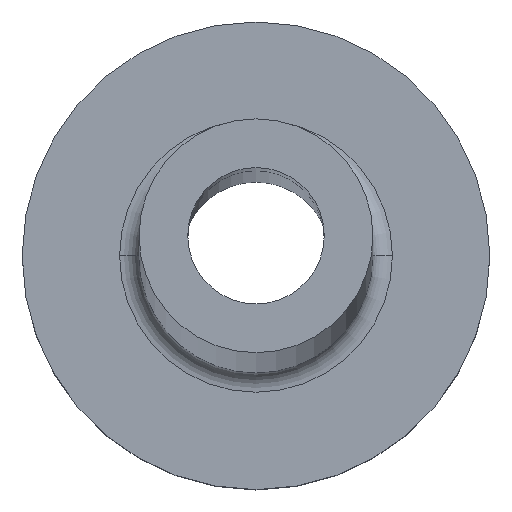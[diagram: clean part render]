
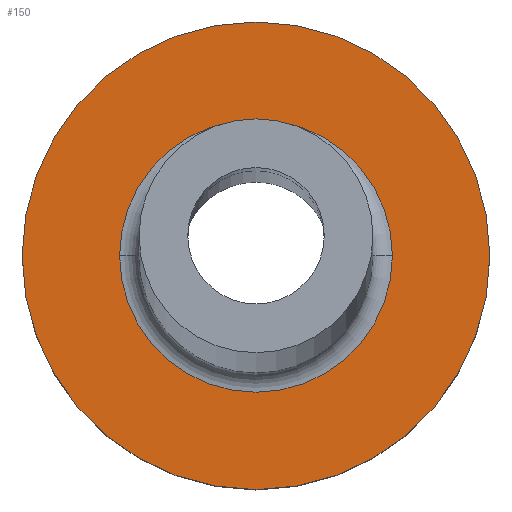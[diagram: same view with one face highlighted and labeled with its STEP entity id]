
A CAD part, top view. The second image highlights one B-rep face of the part: STEP entity #150.
In plain terms, the highlighted planar face has unit normal (0, 0, 1).
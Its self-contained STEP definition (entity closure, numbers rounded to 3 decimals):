
#5 = CIRCLE ( 'NONE', #277, 3.5 ) ;
#6 = AXIS2_PLACEMENT_3D ( 'NONE', #55, #242, #278 ) ;
#16 = EDGE_CURVE ( 'NONE', #47, #347, #5, .T. ) ;
#21 = CIRCLE ( 'NONE', #119, 3.5 ) ;
#41 = EDGE_CURVE ( 'NONE', #295, #254, #444, .T. ) ;
#47 = VERTEX_POINT ( 'NONE', #103 ) ;
#48 = DIRECTION ( 'NONE',  ( 0., 0., 1. ) ) ;
#52 = EDGE_LOOP ( 'NONE', ( #452, #431 ) ) ;
#55 = CARTESIAN_POINT ( 'NONE',  ( 0., 0., 5. ) ) ;
#68 = CARTESIAN_POINT ( 'NONE',  ( 0., 0., 5. ) ) ;
#74 = AXIS2_PLACEMENT_3D ( 'NONE', #184, #146, #416 ) ;
#83 = EDGE_CURVE ( 'NONE', #254, #295, #136, .T. ) ;
#103 = CARTESIAN_POINT ( 'NONE',  ( -3.5, 0., 5. ) ) ;
#109 = ORIENTED_EDGE ( 'NONE', *, *, #344, .T. ) ;
#119 = AXIS2_PLACEMENT_3D ( 'NONE', #127, #172, #412 ) ;
#127 = CARTESIAN_POINT ( 'NONE',  ( 0., 0., 5. ) ) ;
#136 = CIRCLE ( 'NONE', #202, 6. ) ;
#146 = DIRECTION ( 'NONE',  ( 0., 0., 1. ) ) ;
#150 = ADVANCED_FACE ( 'NONE', ( #346, #389 ), #451, .T. ) ;
#172 = DIRECTION ( 'NONE',  ( 0., 0., -1. ) ) ;
#184 = CARTESIAN_POINT ( 'NONE',  ( 0., 0., 5. ) ) ;
#189 = DIRECTION ( 'NONE',  ( 0., 0., -1. ) ) ;
#193 = CARTESIAN_POINT ( 'NONE',  ( 6., 0., 5. ) ) ;
#202 = AXIS2_PLACEMENT_3D ( 'NONE', #374, #48, #282 ) ;
#219 = DIRECTION ( 'NONE',  ( 1., 0., 0. ) ) ;
#224 = ORIENTED_EDGE ( 'NONE', *, *, #16, .T. ) ;
#242 = DIRECTION ( 'NONE',  ( 0., 0., 1. ) ) ;
#248 = EDGE_LOOP ( 'NONE', ( #109, #224 ) ) ;
#254 = VERTEX_POINT ( 'NONE', #193 ) ;
#277 = AXIS2_PLACEMENT_3D ( 'NONE', #68, #189, #219 ) ;
#278 = DIRECTION ( 'NONE',  ( 1., 0., 0. ) ) ;
#282 = DIRECTION ( 'NONE',  ( 1., 0., 0. ) ) ;
#295 = VERTEX_POINT ( 'NONE', #321 ) ;
#299 = CARTESIAN_POINT ( 'NONE',  ( 3.5, 0., 5. ) ) ;
#321 = CARTESIAN_POINT ( 'NONE',  ( -6., 0., 5. ) ) ;
#344 = EDGE_CURVE ( 'NONE', #347, #47, #21, .T. ) ;
#346 = FACE_BOUND ( 'NONE', #248, .T. ) ;
#347 = VERTEX_POINT ( 'NONE', #299 ) ;
#374 = CARTESIAN_POINT ( 'NONE',  ( 0., 0., 5. ) ) ;
#389 = FACE_OUTER_BOUND ( 'NONE', #52, .T. ) ;
#412 = DIRECTION ( 'NONE',  ( 1., 0., 0. ) ) ;
#416 = DIRECTION ( 'NONE',  ( 1., 0., 0. ) ) ;
#431 = ORIENTED_EDGE ( 'NONE', *, *, #83, .T. ) ;
#444 = CIRCLE ( 'NONE', #6, 6. ) ;
#451 = PLANE ( 'NONE',  #74 ) ;
#452 = ORIENTED_EDGE ( 'NONE', *, *, #41, .T. ) ;
